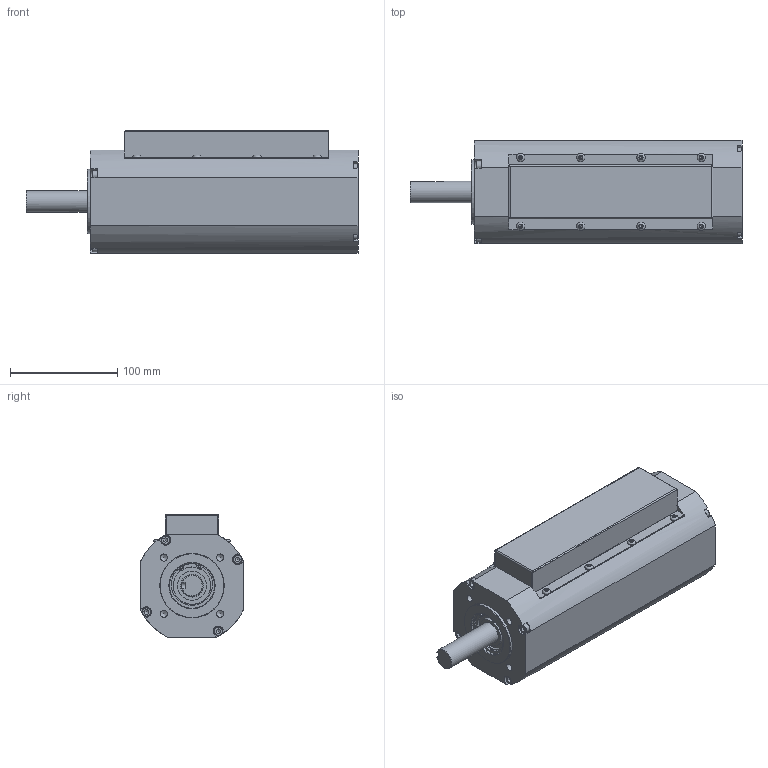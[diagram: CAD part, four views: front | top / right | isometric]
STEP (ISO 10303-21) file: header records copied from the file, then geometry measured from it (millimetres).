
FILE_DESCRIPTION(/* description */ (''),/* implementation_level */ '2;1');
FILE_NAME(/* name */ 'OACIS-T020-3000.stp',/* time_stamp */ '2016-06-22T13:51:46+09:00',/* author */ ('ATA-DESIGN-YWCHOI'),/* organization */ (''),/* preprocessor_version */ 'ST-DEVELOPER v15.2',/* originating_system */ 'Autodesk Inventor 2014',/* authorisation */ '');
FILE_SCHEMA (('AUTOMOTIVE_DESIGN { 1 0 10303 214 3 1 1 }'));
Length unit declared in the file: millimetre
Products named in the file (1): OACIS-T020-3000
Bounding box: 309 x 96 x 114 mm (x, y, z)
Volume: 595874.3 mm3; surface area: 214548.2 mm2
Topology: 1 solids, 1 shells, 491 faces, 1286 edges, 802 vertices
Faces by surface type: plane 308, cylinder 116, cone 36, torus 27, bspline 4
Full cylindrical faces by diameter (mm): 2.5 x2, 4 x8, 5 x1, 5.5 x7, 6.647 x4, 7 x4, 7.6 x8, 8.5 x4, 9.5 x7, 20 x3, 21 x1, 27.172 x1, 34.828 x1, 42 x3, 60 x1, 90 x1
Entity records: 14527 total; most frequent: CARTESIAN_POINT 2790, DIRECTION 2313, ORIENTED_EDGE 2234, EDGE_CURVE 1117, AXIS2_PLACEMENT_3D 840, VERTEX_POINT 743, EDGE_LOOP 656, LINE 633
